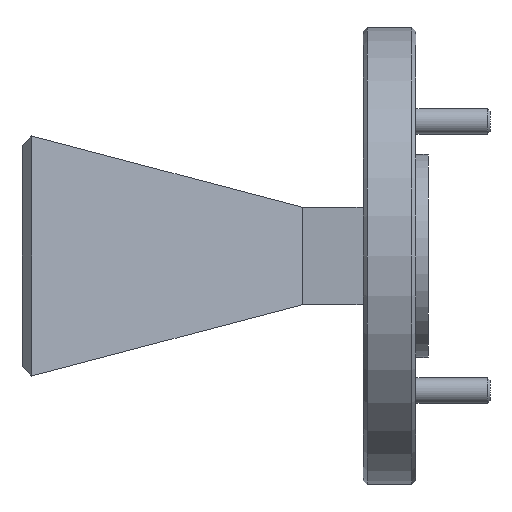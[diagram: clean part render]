
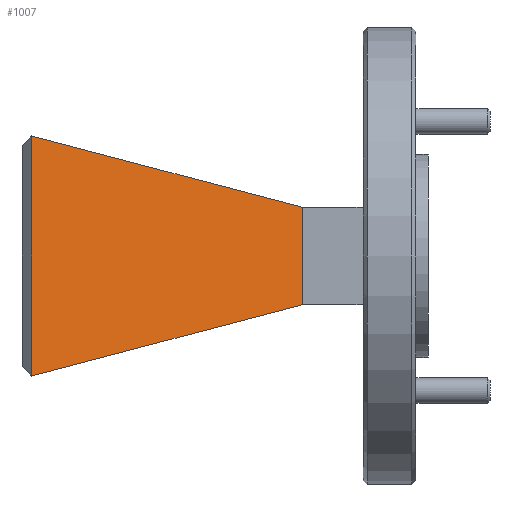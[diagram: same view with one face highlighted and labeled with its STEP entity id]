
A CAD part, front view. The second image highlights one B-rep face of the part: STEP entity #1007.
In plain terms, the highlighted planar face has unit normal (0.238, -0.971, 0).
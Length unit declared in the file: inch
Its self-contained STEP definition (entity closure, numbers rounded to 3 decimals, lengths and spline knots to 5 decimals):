
#24 = CARTESIAN_POINT ( 'NONE',  ( -0.8159, -0.2361, -0.302 ) ) ;
#70 = LINE ( 'NONE', #1786, #1945 ) ;
#80 = EDGE_CURVE ( 'NONE', #1649, #117, #70, .T. ) ;
#81 = VECTOR ( 'NONE', #312, 39.37008 ) ;
#117 = VERTEX_POINT ( 'NONE', #1242 ) ;
#190 = LINE ( 'NONE', #516, #81 ) ;
#312 = DIRECTION ( 'NONE',  ( 0., 0., 1. ) ) ;
#382 = LINE ( 'NONE', #24, #2268 ) ;
#383 = DIRECTION ( 'NONE',  ( 0., 0., -1. ) ) ;
#410 = AXIS2_PLACEMENT_3D ( 'NONE', #1565, #839, #457 ) ;
#457 = DIRECTION ( 'NONE',  ( 0.971, 0.238, 0. ) ) ;
#516 = CARTESIAN_POINT ( 'NONE',  ( -0.15, -0.073, 0. ) ) ;
#606 = ORIENTED_EDGE ( 'NONE', *, *, #2213, .T. ) ;
#839 = DIRECTION ( 'NONE',  ( 0.238, -0.971, 0. ) ) ;
#866 = CARTESIAN_POINT ( 'NONE',  ( -0.15, -0.073, -0.12 ) ) ;
#1007 = ADVANCED_FACE ( 'NONE', ( #1507 ), #1936, .T. ) ;
#1146 = LINE ( 'NONE', #1823, #1516 ) ;
#1148 = ORIENTED_EDGE ( 'NONE', *, *, #1876, .T. ) ;
#1242 = CARTESIAN_POINT ( 'NONE',  ( -0.8159, -0.2361, -0.29564 ) ) ;
#1386 = VERTEX_POINT ( 'NONE', #2088 ) ;
#1507 = FACE_OUTER_BOUND ( 'NONE', #2239, .T. ) ;
#1516 = VECTOR ( 'NONE', #1968, 39.37008 ) ;
#1565 = CARTESIAN_POINT ( 'NONE',  ( 0.00838, -0.03421, 0. ) ) ;
#1591 = VERTEX_POINT ( 'NONE', #2332 ) ;
#1595 = ORIENTED_EDGE ( 'NONE', *, *, #2269, .T. ) ;
#1649 = VERTEX_POINT ( 'NONE', #866 ) ;
#1786 = CARTESIAN_POINT ( 'NONE',  ( -0.15, -0.073, -0.12 ) ) ;
#1823 = CARTESIAN_POINT ( 'NONE',  ( -0.15, -0.073, 0.12 ) ) ;
#1876 = EDGE_CURVE ( 'NONE', #1591, #117, #382, .T. ) ;
#1936 = PLANE ( 'NONE',  #410 ) ;
#1945 = VECTOR ( 'NONE', #2307, 39.37008 ) ;
#1968 = DIRECTION ( 'NONE',  ( -0.941, -0.23, 0.248 ) ) ;
#2037 = ORIENTED_EDGE ( 'NONE', *, *, #80, .F. ) ;
#2088 = CARTESIAN_POINT ( 'NONE',  ( -0.15, -0.073, 0.12 ) ) ;
#2213 = EDGE_CURVE ( 'NONE', #1649, #1386, #190, .T. ) ;
#2239 = EDGE_LOOP ( 'NONE', ( #1595, #1148, #2037, #606 ) ) ;
#2268 = VECTOR ( 'NONE', #383, 39.37008 ) ;
#2269 = EDGE_CURVE ( 'NONE', #1386, #1591, #1146, .T. ) ;
#2307 = DIRECTION ( 'NONE',  ( -0.941, -0.23, -0.248 ) ) ;
#2332 = CARTESIAN_POINT ( 'NONE',  ( -0.8159, -0.2361, 0.29564 ) ) ;
